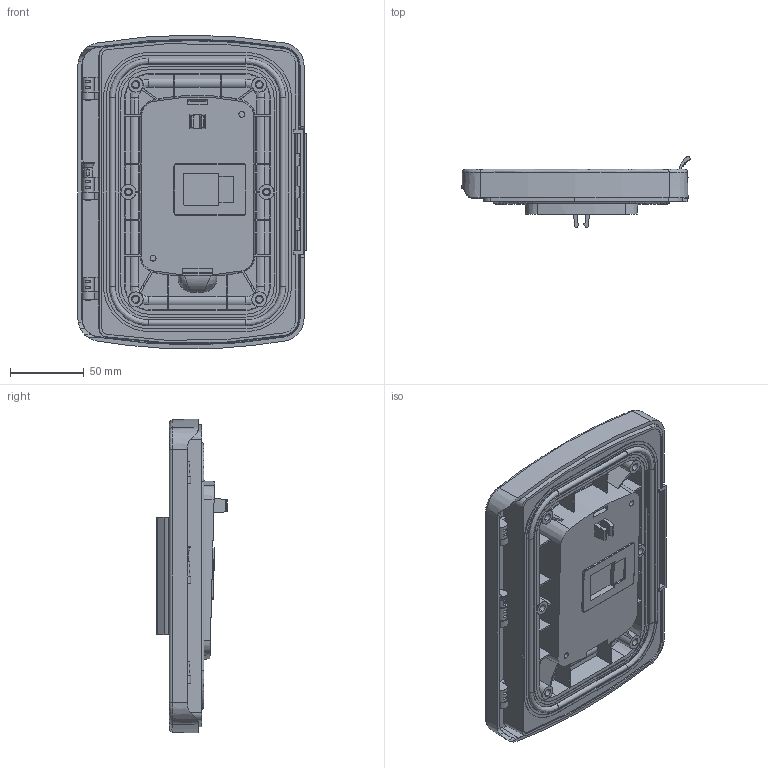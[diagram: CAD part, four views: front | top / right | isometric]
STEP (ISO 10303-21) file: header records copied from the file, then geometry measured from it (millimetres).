
FILE_DESCRIPTION (( 'STEP AP214' ), '1' );
FILE_NAME ('LCD LOADER,MOUNT,NEMA-4X,SV-IS7 fIGS fXT Ext1 Red1 r1nc.STEP', '2021-03-30T01:14:12', ( '' ), ( '' ), 'SwSTEP 2.0', 'SolidWorks 2017', '' );
FILE_SCHEMA (( 'AUTOMOTIVE_DESIGN' ));
Length unit declared in the file: inch
Products named in the file (1): LCD LOADER,MOUNT,NEMA-4X,SV-IS7 fIGS fXT Ext1 Red1 r1nc
Bounding box: 155.17 x 48.21 x 213.45 mm (x, y, z)
Volume: 323417 mm3; surface area: 221712.6 mm2
Topology: 6 solids, 6 shells, 2545 faces, 7234 edges, 4745 vertices
Faces by surface type: cylinder 1229, plane 1044, bspline 153, cone 119
Entity records: 91879 total; most frequent: CARTESIAN_POINT 25353, ORIENTED_EDGE 14468, DIRECTION 13805, EDGE_CURVE 7234, AXIS2_PLACEMENT_3D 4901, VERTEX_POINT 4745, VECTOR 4003, LINE 4003
